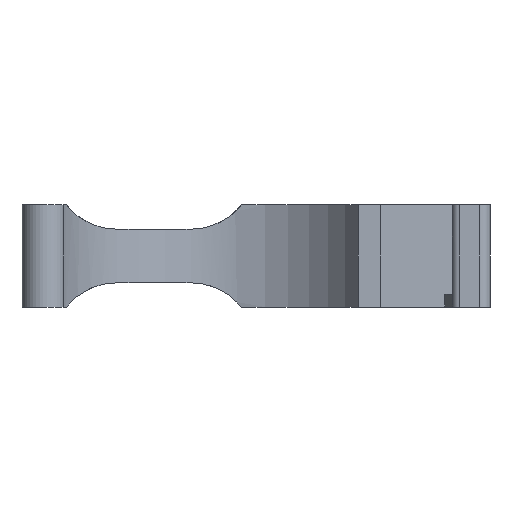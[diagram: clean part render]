
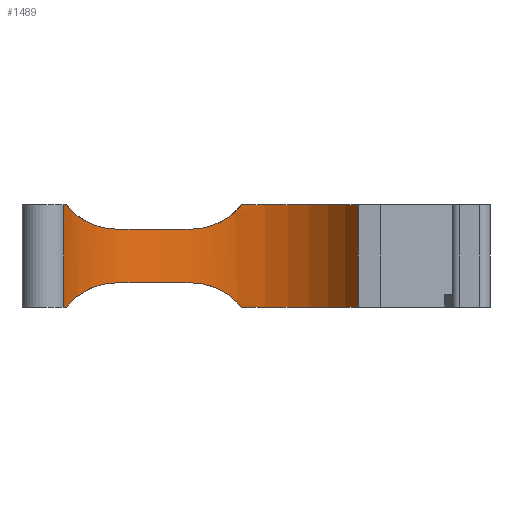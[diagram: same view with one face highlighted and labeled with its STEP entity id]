
A CAD part, left-side view. The second image highlights one B-rep face of the part: STEP entity #1489.
In plain terms, the highlighted cylindrical face has radius 15.2 mm (diameter 30.4 mm), a partial arc.
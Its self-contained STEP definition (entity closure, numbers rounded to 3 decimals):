
#72=CARTESIAN_POINT('',(-26.5,3.706,-4.75));
#73=DIRECTION('',(0.,0.,-1.));
#74=DIRECTION('',(0.36,0.933,0.));
#75=AXIS2_PLACEMENT_3D('',#72,#73,#74);
#81=CARTESIAN_POINT('',(-26.5,3.706,-4.75));
#82=DIRECTION('',(0.,0.,-1.));
#83=DIRECTION('',(0.988,-0.155,0.));
#84=AXIS2_PLACEMENT_3D('',#81,#82,#83);
#300=CARTESIAN_POINT('',(-20.449,17.65,-4.75));
#301=CARTESIAN_POINT('',(-20.132,17.512,-4.578));
#302=CARTESIAN_POINT('',(-19.52,17.221,-4.253));
#303=CARTESIAN_POINT('',(-18.677,16.75,-3.829));
#304=CARTESIAN_POINT('',(-17.885,16.241,-3.459));
#305=CARTESIAN_POINT('',(-17.135,15.691,-3.141));
#306=CARTESIAN_POINT('',(-16.413,15.09,-2.875));
#307=CARTESIAN_POINT('',(-15.718,14.435,-2.668));
#308=CARTESIAN_POINT('',(-15.058,13.728,-2.533));
#309=CARTESIAN_POINT('',(-14.645,13.225,-2.5));
#310=CARTESIAN_POINT('',(-14.446,12.966,-2.5));
#312=DIRECTION('',(0.,0.,1.));
#313=VECTOR('',#312,9.5);
#314=CARTESIAN_POINT('',(-21.021,17.884,-4.75));
#315=LINE('',#314,#313);
#316=CARTESIAN_POINT('',(-14.446,12.966,2.5));
#317=CARTESIAN_POINT('',(-14.646,13.227,2.5));
#318=CARTESIAN_POINT('',(-15.063,13.734,2.534));
#319=CARTESIAN_POINT('',(-15.734,14.451,2.672));
#320=CARTESIAN_POINT('',(-16.439,15.113,2.884));
#321=CARTESIAN_POINT('',(-17.168,15.716,3.154));
#322=CARTESIAN_POINT('',(-17.916,16.262,3.473));
#323=CARTESIAN_POINT('',(-18.699,16.763,3.84));
#324=CARTESIAN_POINT('',(-19.53,17.226,4.259));
#325=CARTESIAN_POINT('',(-20.135,17.514,4.58));
#326=CARTESIAN_POINT('',(-20.449,17.65,4.75));
#328=CARTESIAN_POINT('',(-26.5,3.706,2.5));
#329=DIRECTION('',(0.,0.,1.));
#330=DIRECTION('',(0.988,0.153,0.));
#331=AXIS2_PLACEMENT_3D('',#328,#329,#330);
#333=CARTESIAN_POINT('',(-11.484,1.35,4.75));
#334=CARTESIAN_POINT('',(-11.46,1.501,4.561));
#335=CARTESIAN_POINT('',(-11.414,1.826,4.202));
#336=CARTESIAN_POINT('',(-11.353,2.39,3.713));
#337=CARTESIAN_POINT('',(-11.311,3.011,3.3));
#338=CARTESIAN_POINT('',(-11.295,3.656,2.976));
#339=CARTESIAN_POINT('',(-11.307,4.33,2.732));
#340=CARTESIAN_POINT('',(-11.355,5.085,2.556));
#341=CARTESIAN_POINT('',(-11.428,5.702,2.5));
#342=CARTESIAN_POINT('',(-11.479,6.034,2.5));
#344=CARTESIAN_POINT('',(-11.479,6.034,-2.5));
#345=CARTESIAN_POINT('',(-11.428,5.701,-2.5));
#346=CARTESIAN_POINT('',(-11.354,5.08,-2.556));
#347=CARTESIAN_POINT('',(-11.307,4.322,-2.734));
#348=CARTESIAN_POINT('',(-11.295,3.648,-2.979));
#349=CARTESIAN_POINT('',(-11.312,3.005,-3.303));
#350=CARTESIAN_POINT('',(-11.353,2.388,-3.715));
#351=CARTESIAN_POINT('',(-11.414,1.825,-4.203));
#352=CARTESIAN_POINT('',(-11.46,1.501,-4.561));
#353=CARTESIAN_POINT('',(-11.484,1.35,-4.75));
#355=CARTESIAN_POINT('',(-26.5,3.706,-2.5));
#356=DIRECTION('',(0.,0.,1.));
#357=DIRECTION('',(0.988,0.153,0.));
#358=AXIS2_PLACEMENT_3D('',#355,#356,#357);
#673=DIRECTION('',(0.,0.,1.));
#674=VECTOR('',#673,9.5);
#675=CARTESIAN_POINT('',(-19.,-9.515,-4.75));
#676=LINE('',#675,#674);
#681=CARTESIAN_POINT('',(-26.5,3.706,4.75));
#682=DIRECTION('',(0.,0.,-1.));
#683=DIRECTION('',(0.36,0.933,0.));
#684=AXIS2_PLACEMENT_3D('',#681,#682,#683);
#969=CARTESIAN_POINT('',(-26.5,3.706,4.75));
#970=DIRECTION('',(0.,0.,-1.));
#971=DIRECTION('',(0.988,-0.155,0.));
#972=AXIS2_PLACEMENT_3D('',#969,#970,#971);
#1102=CARTESIAN_POINT('',(-21.021,17.884,-4.75));
#1103=VERTEX_POINT('',#1102);
#1104=CARTESIAN_POINT('',(-19.,-9.515,-4.75));
#1106=VERTEX_POINT('',#1104);
#1218=CARTESIAN_POINT('',(-21.021,17.884,4.75));
#1219=VERTEX_POINT('',#1218);
#1220=CARTESIAN_POINT('',(-19.,-9.515,4.75));
#1222=VERTEX_POINT('',#1220);
#1276=CARTESIAN_POINT('',(-20.449,17.65,-4.75));
#1278=VERTEX_POINT('',#1276);
#1280=CARTESIAN_POINT('',(-11.484,1.35,-4.75));
#1282=VERTEX_POINT('',#1280);
#1284=CARTESIAN_POINT('',(-20.449,17.65,4.75));
#1286=VERTEX_POINT('',#1284);
#1288=CARTESIAN_POINT('',(-11.484,1.35,4.75));
#1290=VERTEX_POINT('',#1288);
#1297=VERTEX_POINT('',#310);
#1298=CARTESIAN_POINT('',(-11.479,6.034,-2.5));
#1299=VERTEX_POINT('',#1298);
#1300=VERTEX_POINT('',#316);
#1301=VERTEX_POINT('',#342);
#1461=CARTESIAN_POINT('',(-26.5,3.706,-4.75));
#1462=DIRECTION('',(0.,0.,1.));
#1463=DIRECTION('',(1.,0.,0.));
#1464=AXIS2_PLACEMENT_3D('',#1461,#1462,#1463);
#1465=CYLINDRICAL_SURFACE('',#1464,15.2);
#1466=ORIENTED_EDGE('',*,*,#1452,.F.);
#1467=ORIENTED_EDGE('',*,*,#1333,.F.);
#1469=ORIENTED_EDGE('',*,*,#1468,.T.);
#1471=ORIENTED_EDGE('',*,*,#1470,.T.);
#1473=ORIENTED_EDGE('',*,*,#1472,.F.);
#1475=ORIENTED_EDGE('',*,*,#1474,.F.);
#1477=ORIENTED_EDGE('',*,*,#1476,.F.);
#1479=ORIENTED_EDGE('',*,*,#1478,.T.);
#1481=ORIENTED_EDGE('',*,*,#1480,.F.);
#1482=ORIENTED_EDGE('',*,*,#1345,.F.);
#1484=ORIENTED_EDGE('',*,*,#1483,.F.);
#1486=ORIENTED_EDGE('',*,*,#1485,.T.);
#1487=EDGE_LOOP('',(#1466,#1467,#1469,#1471,#1473,#1475,#1477,#1479,#1481,#1482,
#1484,#1486));
#1488=FACE_OUTER_BOUND('',#1487,.F.);
#76=CIRCLE('',#75,15.2);
#85=CIRCLE('',#84,15.2);
#311=B_SPLINE_CURVE_WITH_KNOTS('',3,(#300,#301,#302,#303,#304,#305,#306,#307,
#308,#309,#310),.UNSPECIFIED.,.F.,.F.,(4,1,1,1,1,1,1,1,4),(0.,0.125,0.25,
0.375,0.5,0.625,0.75,0.875,1.),.UNSPECIFIED.);
#327=B_SPLINE_CURVE_WITH_KNOTS('',3,(#316,#317,#318,#319,#320,#321,#322,#323,
#324,#325,#326),.UNSPECIFIED.,.F.,.F.,(4,1,1,1,1,1,1,1,4),(0.,0.125,0.25,
0.375,0.5,0.625,0.75,0.875,1.),.UNSPECIFIED.);
#332=CIRCLE('',#331,15.2);
#343=B_SPLINE_CURVE_WITH_KNOTS('',3,(#333,#334,#335,#336,#337,#338,#339,#340,
#341,#342),.UNSPECIFIED.,.F.,.F.,(4,1,1,1,1,1,1,4),(0.,0.143,
0.286,0.429,0.571,0.714,
0.857,1.),.UNSPECIFIED.);
#354=B_SPLINE_CURVE_WITH_KNOTS('',3,(#344,#345,#346,#347,#348,#349,#350,#351,
#352,#353),.UNSPECIFIED.,.F.,.F.,(4,1,1,1,1,1,1,4),(0.,0.143,
0.286,0.429,0.571,0.714,
0.857,1.),.UNSPECIFIED.);
#359=CIRCLE('',#358,15.2);
#685=CIRCLE('',#684,15.2);
#973=CIRCLE('',#972,15.2);
#1333=EDGE_CURVE('',#1103,#1278,#76,.T.);
#1345=EDGE_CURVE('',#1282,#1106,#85,.T.);
#1452=EDGE_CURVE('',#1278,#1297,#311,.T.);
#1468=EDGE_CURVE('',#1103,#1219,#315,.T.);
#1470=EDGE_CURVE('',#1219,#1286,#685,.T.);
#1472=EDGE_CURVE('',#1300,#1286,#327,.T.);
#1474=EDGE_CURVE('',#1301,#1300,#332,.T.);
#1476=EDGE_CURVE('',#1290,#1301,#343,.T.);
#1478=EDGE_CURVE('',#1290,#1222,#973,.T.);
#1480=EDGE_CURVE('',#1106,#1222,#676,.T.);
#1483=EDGE_CURVE('',#1299,#1282,#354,.T.);
#1485=EDGE_CURVE('',#1299,#1297,#359,.T.);
#1489=ADVANCED_FACE('',(#1488),#1465,.F.);
